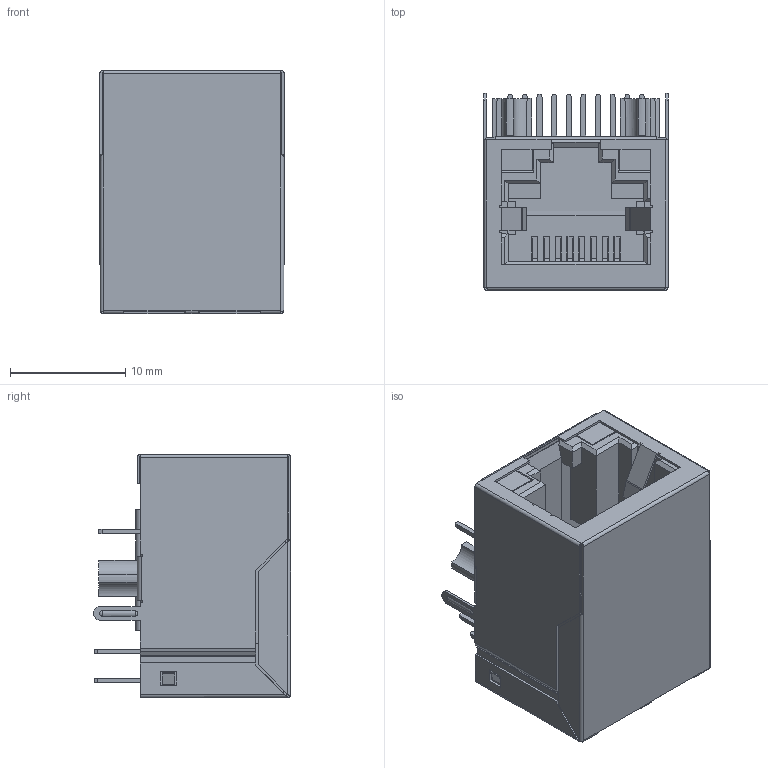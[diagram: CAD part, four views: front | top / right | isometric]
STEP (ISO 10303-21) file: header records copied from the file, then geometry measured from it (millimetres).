
FILE_DESCRIPTION((''),'2;1');
FILE_NAME('DGKYD111Q070AB2A1D_ASM_ASM','2021-12-28T14:01:40',('Administrator'),(''),'CREO PARAMETRIC BY PTC INC, 2018400','CREO PARAMETRIC BY PTC INC, 2018400','');
FILE_SCHEMA(('CONFIG_CONTROL_DESIGN'));
Length unit declared in the file: millimetre
Products named in the file (25): MSBR-24; MSBR-23; MSBR-22; MSBR-21; MSBR-20; MSBR-19; MSBR-18; MSBR-17; MSBR-16; MSBR-15; MSBR-14; MSBR-13; MSBR-12; MSBR-11; MSBR-10; MSBR-9; MSBR-8; MSBR-7; MSBR-6; MSBR-5; MSBR-4; MSBR-3; MSBR-2; MSBR-1; DGKYD111Q070AB2A1D_ASM_ASM
Assembly tree (24 placements, depth 2):
  DGKYD111Q070AB2A1D_ASM_ASM
    MSBR-24
    MSBR-23
    MSBR-22
    MSBR-21
    MSBR-20
    MSBR-19
    MSBR-18
    MSBR-17
    MSBR-16
    MSBR-15
    MSBR-14
    MSBR-13
    MSBR-12
    MSBR-11
    MSBR-10
    MSBR-9
    MSBR-8
    MSBR-7
    MSBR-6
    MSBR-5
    MSBR-4
    MSBR-3
    MSBR-2
    MSBR-1
Bounding box: 16.14 x 17.1 x 21.1 mm (x, y, z)
Volume: 2093.7 mm3; surface area: 7589.8 mm2
Topology: 24 solids, 24 shells, 1244 faces, 3564 edges, 2353 vertices
Faces by surface type: plane 994, cylinder 198, extrusion 48, sphere 4
Entity records: 43961 total; most frequent: CARTESIAN_POINT 10696, ORIENTED_EDGE 7128, DIRECTION 6370, EDGE_CURVE 3564, VECTOR 3000, LINE 2952, VERTEX_POINT 2353, AXIS2_PLACEMENT_3D 1685
